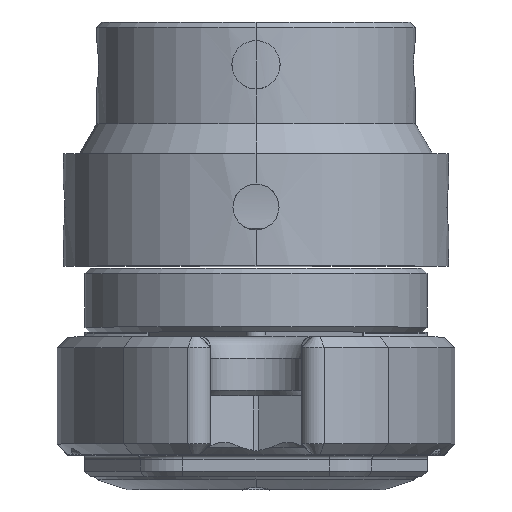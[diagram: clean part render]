
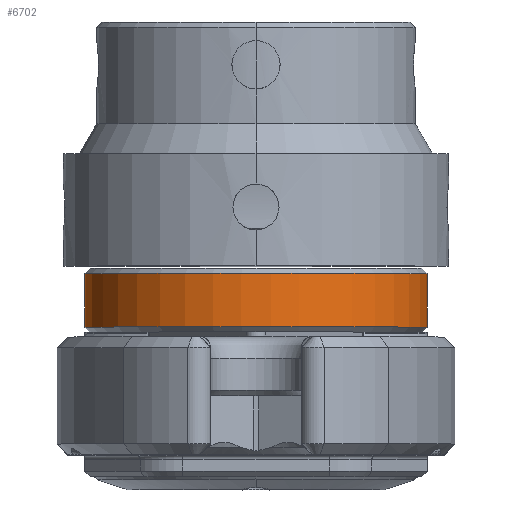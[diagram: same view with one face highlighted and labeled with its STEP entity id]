
A CAD part, top view. The second image highlights one B-rep face of the part: STEP entity #6702.
In plain terms, the highlighted cylindrical face has radius 16 mm (diameter 32 mm), a partial arc.
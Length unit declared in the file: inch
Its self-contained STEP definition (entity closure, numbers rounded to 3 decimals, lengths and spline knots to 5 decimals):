
#408=CARTESIAN_POINT('',(0.,0.25591,-2.10819));
#409=DIRECTION('',(0.,-1.,0.));
#410=DIRECTION('',(0.851,0.,-0.526));
#411=AXIS2_PLACEMENT_3D('',#408,#409,#410);
#413=DIRECTION('',(0.,1.,0.));
#414=VECTOR('',#413,0.19685);
#415=CARTESIAN_POINT('',(-0.53579,0.25591,
-2.43944));
#416=LINE('',#415,#414);
#417=CARTESIAN_POINT('',(0.,0.45276,-2.10819));
#418=DIRECTION('',(0.,1.,0.));
#419=DIRECTION('',(-0.851,0.,-0.526));
#420=AXIS2_PLACEMENT_3D('',#417,#418,#419);
#422=DIRECTION('',(0.,1.,0.));
#423=VECTOR('',#422,0.19685);
#424=CARTESIAN_POINT('',(0.53579,0.25591,
-2.43944));
#425=LINE('',#424,#423);
#6026=CARTESIAN_POINT('',(0.53579,0.25591,
-2.43944));
#6028=VERTEX_POINT('',#6026);
#6029=CARTESIAN_POINT('',(-0.53579,0.25591,
-2.43944));
#6030=VERTEX_POINT('',#6029);
#6041=CARTESIAN_POINT('',(0.53579,0.45276,
-2.43944));
#6043=VERTEX_POINT('',#6041);
#6051=CARTESIAN_POINT('',(-0.53579,0.45276,
-2.43944));
#6052=VERTEX_POINT('',#6051);
#6688=CARTESIAN_POINT('',(0.,0.23622,-2.10819));
#6689=DIRECTION('',(0.,1.,0.));
#6690=DIRECTION('',(1.,0.,0.));
#6691=AXIS2_PLACEMENT_3D('',#6688,#6689,#6690);
#6692=CYLINDRICAL_SURFACE('',#6691,0.62992);
#6694=ORIENTED_EDGE('',*,*,#6693,.T.);
#6696=ORIENTED_EDGE('',*,*,#6695,.T.);
#6698=ORIENTED_EDGE('',*,*,#6697,.T.);
#6699=ORIENTED_EDGE('',*,*,#6680,.F.);
#6700=EDGE_LOOP('',(#6694,#6696,#6698,#6699));
#6701=FACE_OUTER_BOUND('',#6700,.F.);
#6702=ADVANCED_FACE('',(#6701),#6692,.T.);
#412=CIRCLE('',#411,0.62992);
#421=CIRCLE('',#420,0.62992);
#6680=EDGE_CURVE('',#6028,#6043,#425,.T.);
#6693=EDGE_CURVE('',#6028,#6030,#412,.T.);
#6695=EDGE_CURVE('',#6030,#6052,#416,.T.);
#6697=EDGE_CURVE('',#6052,#6043,#421,.T.);
